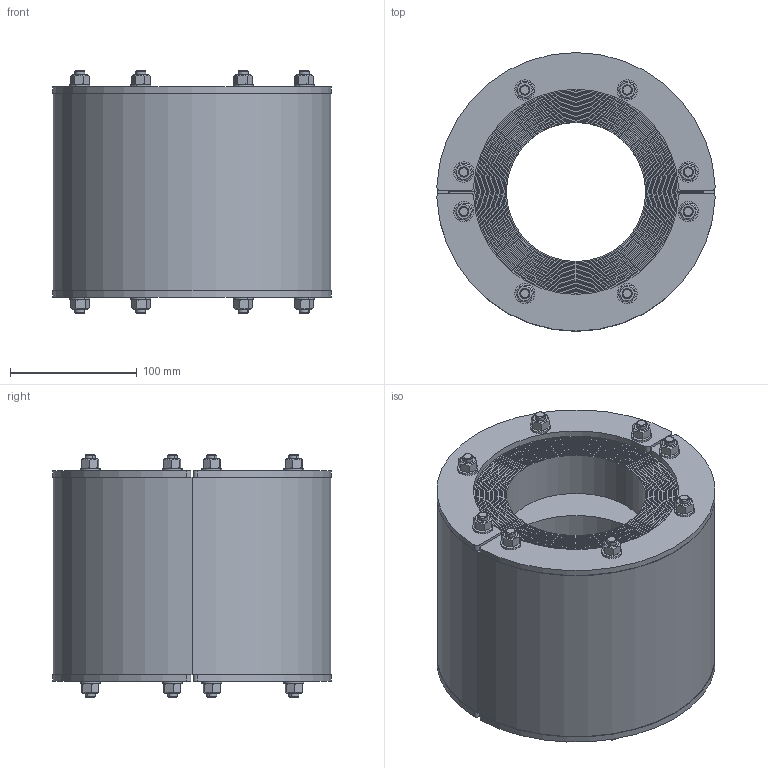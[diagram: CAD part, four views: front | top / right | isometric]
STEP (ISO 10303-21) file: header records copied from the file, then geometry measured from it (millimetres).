
FILE_DESCRIPTION((''),'2;1');
FILE_NAME('PPS CRS 200.stp','2005-03-30T08:53:50',(''),(''),'Mechanical Desktop 2005','Mechanical Desktop 2005',', , ');
FILE_SCHEMA(('CONFIG_CONTROL_DESIGN'));
Length unit declared in the file: millimetre
Products named in the file (12): DRAWING1; PART1; PART2; RS 200 OLD; ~PART1; REAR FITTING; FRONT FITTING; CUP HEAD SQUARE NECK BOLT - DIN 603 - M8 X 60; HEX NUT - ISO 4034 - M8; MDM; WASHER - ISO 7089 - 8 - 140 HV; MDM2
Assembly tree (38 placements, depth 3):
  DRAWING1
    PART1
    PART2
    RS 200 OLD  x2
      ~PART1
      REAR FITTING
      FRONT FITTING
      CUP HEAD SQUARE NECK BOLT - DIN 603 - M8 X 60
      HEX NUT - ISO 4034 - M8
      MDM
      WASHER - ISO 7089 - 8 - 140 HV
      MDM2
Bounding box: 219.85 x 220 x 192 mm (x, y, z)
Volume: 3327104 mm3; surface area: 2238067.9 mm2
Topology: 162 solids, 162 shells, 1684 faces, 3824 edges, 2496 vertices
Faces by surface type: plane 852, cylinder 608, cone 192, sphere 32
Entity records: 8619 total; most frequent: DIRECTION 1558, CARTESIAN_POINT 1445, ORIENTED_EDGE 1306, EDGE_CURVE 653, AXIS2_PLACEMENT_3D 593, VERTEX_POINT 432, VECTOR 372, LINE 372
